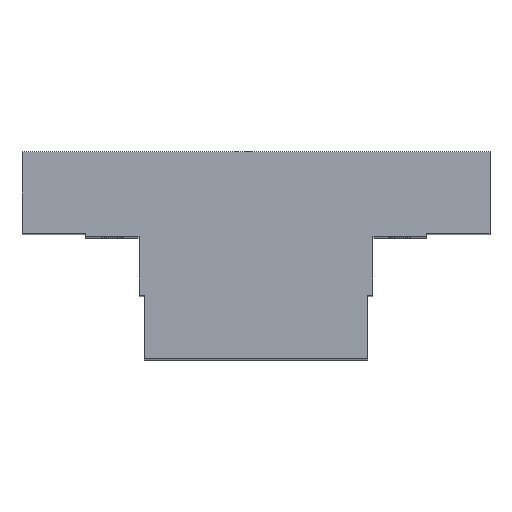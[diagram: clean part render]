
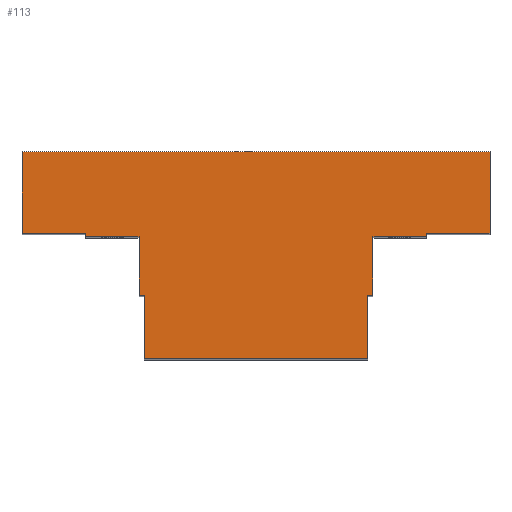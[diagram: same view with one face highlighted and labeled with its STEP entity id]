
A CAD part, top view. The second image highlights one B-rep face of the part: STEP entity #113.
In plain terms, the highlighted planar face has unit normal (0, 0, 1).
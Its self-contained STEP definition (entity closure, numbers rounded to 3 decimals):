
#38 = CARTESIAN_POINT ( 'NONE',  ( -560.364, 215.212, 80. ) ) ;
#97 = ORIENTED_EDGE ( 'NONE', *, *, #1773, .F. ) ;
#104 = LINE ( 'NONE', #895, #652 ) ;
#105 = LINE ( 'NONE', #896, #2229 ) ;
#113 = ADVANCED_FACE ( 'NONE', ( #904 ), #728, .F. ) ;
#151 = VERTEX_POINT ( 'NONE', #941 ) ;
#162 = CARTESIAN_POINT ( 'NONE',  ( -571.364, 214.912, 80. ) ) ;
#175 = DIRECTION ( 'NONE',  ( 0., -1., 0. ) ) ;
#180 = ORIENTED_EDGE ( 'NONE', *, *, #726, .T. ) ;
#184 = DIRECTION ( 'NONE',  ( -1., 0., 0. ) ) ;
#198 = VECTOR ( 'NONE', #2263, 1000. ) ;
#206 = ORIENTED_EDGE ( 'NONE', *, *, #1746, .T. ) ;
#211 = ORIENTED_EDGE ( 'NONE', *, *, #2316, .F. ) ;
#212 = CARTESIAN_POINT ( 'NONE',  ( -598.364, 215.212, 80. ) ) ;
#322 = ORIENTED_EDGE ( 'NONE', *, *, #2118, .F. ) ;
#348 = CARTESIAN_POINT ( 'NONE',  ( -571.864, 209.412, 80. ) ) ;
#389 = CARTESIAN_POINT ( 'NONE',  ( -571.364, 209.412, 80. ) ) ;
#432 = CARTESIAN_POINT ( 'NONE',  ( -560.364, 208.912, 80. ) ) ;
#481 = VERTEX_POINT ( 'NONE', #1446 ) ;
#485 = ORIENTED_EDGE ( 'NONE', *, *, #2143, .T. ) ;
#496 = CARTESIAN_POINT ( 'NONE',  ( -592.864, 203.412, 80. ) ) ;
#516 = CARTESIAN_POINT ( 'NONE',  ( -571.864, 203.412, 80. ) ) ;
#519 = EDGE_LOOP ( 'NONE', ( #1816, #211, #1570, #1177, #854, #322, #485, #1929, #1805, #667, #739, #97, #1469, #206, #716, #180 ) ) ;
#529 = LINE ( 'NONE', #1296, #675 ) ;
#560 = DIRECTION ( 'NONE',  ( -1., 0., 0. ) ) ;
#566 = LINE ( 'NONE', #1917, #2336 ) ;
#569 = VECTOR ( 'NONE', #1390, 1000. ) ;
#571 = EDGE_CURVE ( 'NONE', #1524, #481, #2245, .T. ) ;
#635 = VERTEX_POINT ( 'NONE', #1710 ) ;
#646 = CARTESIAN_POINT ( 'NONE',  ( -593.364, 214.912, 80. ) ) ;
#652 = VECTOR ( 'NONE', #1440, 1000. ) ;
#667 = ORIENTED_EDGE ( 'NONE', *, *, #1468, .F. ) ;
#675 = VECTOR ( 'NONE', #2083, 1000. ) ;
#690 = LINE ( 'NONE', #720, #1529 ) ;
#700 = CARTESIAN_POINT ( 'NONE',  ( -571.864, 203.412, 80. ) ) ;
#716 = ORIENTED_EDGE ( 'NONE', *, *, #571, .T. ) ;
#720 = CARTESIAN_POINT ( 'NONE',  ( -604.364, 222.912, 80. ) ) ;
#726 = EDGE_CURVE ( 'NONE', #481, #2236, #1975, .T. ) ;
#728 = PLANE ( 'NONE',  #1862 ) ;
#739 = ORIENTED_EDGE ( 'NONE', *, *, #2363, .T. ) ;
#748 = DIRECTION ( 'NONE',  ( 0., -1., 0. ) ) ;
#754 = CARTESIAN_POINT ( 'NONE',  ( -571.364, 209.412, 80. ) ) ;
#758 = CARTESIAN_POINT ( 'NONE',  ( 0., 0., 80. ) ) ;
#777 = DIRECTION ( 'NONE',  ( -1., 0., 0. ) ) ;
#854 = ORIENTED_EDGE ( 'NONE', *, *, #2113, .F. ) ;
#895 = CARTESIAN_POINT ( 'NONE',  ( -593.364, 209.412, 80. ) ) ;
#896 = CARTESIAN_POINT ( 'NONE',  ( -593.364, 209.412, 80. ) ) ;
#904 = FACE_OUTER_BOUND ( 'NONE', #519, .T. ) ;
#941 = CARTESIAN_POINT ( 'NONE',  ( -593.364, 209.412, 80. ) ) ;
#951 = EDGE_CURVE ( 'NONE', #1107, #1349, #1164, .T. ) ;
#969 = LINE ( 'NONE', #2111, #1923 ) ;
#982 = CARTESIAN_POINT ( 'NONE',  ( -598.364, 214.912, 80. ) ) ;
#989 = CARTESIAN_POINT ( 'NONE',  ( -592.864, 203.412, 80. ) ) ;
#1019 = EDGE_CURVE ( 'NONE', #2154, #635, #969, .T. ) ;
#1035 = VECTOR ( 'NONE', #1839, 1000. ) ;
#1046 = DIRECTION ( 'NONE',  ( -1., 0., 0. ) ) ;
#1067 = VERTEX_POINT ( 'NONE', #1430 ) ;
#1074 = CARTESIAN_POINT ( 'NONE',  ( -566.364, 215.212, 80. ) ) ;
#1085 = LINE ( 'NONE', #1442, #1855 ) ;
#1095 = DIRECTION ( 'NONE',  ( 1., 0., 0. ) ) ;
#1107 = VERTEX_POINT ( 'NONE', #2372 ) ;
#1121 = DIRECTION ( 'NONE',  ( 0., -1., 0. ) ) ;
#1164 = LINE ( 'NONE', #162, #1636 ) ;
#1177 = ORIENTED_EDGE ( 'NONE', *, *, #1663, .F. ) ;
#1197 = VERTEX_POINT ( 'NONE', #2356 ) ;
#1243 = LINE ( 'NONE', #2032, #2457 ) ;
#1258 = VECTOR ( 'NONE', #2119, 1000. ) ;
#1296 = CARTESIAN_POINT ( 'NONE',  ( -604.364, 214.912, 80. ) ) ;
#1307 = LINE ( 'NONE', #2094, #2502 ) ;
#1329 = LINE ( 'NONE', #389, #1258 ) ;
#1349 = VERTEX_POINT ( 'NONE', #754 ) ;
#1390 = DIRECTION ( 'NONE',  ( 0., 1., 0. ) ) ;
#1428 = LINE ( 'NONE', #432, #569 ) ;
#1430 = CARTESIAN_POINT ( 'NONE',  ( -566.364, 214.912, 80. ) ) ;
#1440 = DIRECTION ( 'NONE',  ( 0., 1., 0. ) ) ;
#1442 = CARTESIAN_POINT ( 'NONE',  ( -571.864, 214.912, 80. ) ) ;
#1446 = CARTESIAN_POINT ( 'NONE',  ( -592.864, 203.412, 80. ) ) ;
#1456 = DIRECTION ( 'NONE',  ( 0., -1., 0. ) ) ;
#1468 = EDGE_CURVE ( 'NONE', #1197, #2165, #566, .T. ) ;
#1469 = ORIENTED_EDGE ( 'NONE', *, *, #2253, .F. ) ;
#1513 = VECTOR ( 'NONE', #748, 1000. ) ;
#1524 = VERTEX_POINT ( 'NONE', #1727 ) ;
#1529 = VECTOR ( 'NONE', #1456, 1000. ) ;
#1570 = ORIENTED_EDGE ( 'NONE', *, *, #951, .F. ) ;
#1595 = CARTESIAN_POINT ( 'NONE',  ( -560.364, 222.912, 80. ) ) ;
#1624 = VERTEX_POINT ( 'NONE', #1074 ) ;
#1636 = VECTOR ( 'NONE', #175, 1000. ) ;
#1659 = EDGE_CURVE ( 'NONE', #635, #2165, #690, .T. ) ;
#1663 = EDGE_CURVE ( 'NONE', #1067, #1107, #1085, .T. ) ;
#1695 = DIRECTION ( 'NONE',  ( 0., 0., -1. ) ) ;
#1710 = CARTESIAN_POINT ( 'NONE',  ( -604.364, 222.912, 80. ) ) ;
#1727 = CARTESIAN_POINT ( 'NONE',  ( -592.864, 209.412, 80. ) ) ;
#1746 = EDGE_CURVE ( 'NONE', #151, #1524, #105, .T. ) ;
#1757 = LINE ( 'NONE', #212, #1513 ) ;
#1773 = EDGE_CURVE ( 'NONE', #2491, #1818, #529, .T. ) ;
#1805 = ORIENTED_EDGE ( 'NONE', *, *, #1659, .T. ) ;
#1816 = ORIENTED_EDGE ( 'NONE', *, *, #2087, .T. ) ;
#1818 = VERTEX_POINT ( 'NONE', #982 ) ;
#1839 = DIRECTION ( 'NONE',  ( 1., 0., 0. ) ) ;
#1855 = VECTOR ( 'NONE', #2297, 1000. ) ;
#1856 = DIRECTION ( 'NONE',  ( 0., -1., 0. ) ) ;
#1862 = AXIS2_PLACEMENT_3D ( 'NONE', #758, #1695, #560 ) ;
#1917 = CARTESIAN_POINT ( 'NONE',  ( -604.364, 215.212, 80. ) ) ;
#1923 = VECTOR ( 'NONE', #777, 1000. ) ;
#1929 = ORIENTED_EDGE ( 'NONE', *, *, #1019, .T. ) ;
#1948 = VERTEX_POINT ( 'NONE', #38 ) ;
#1975 = LINE ( 'NONE', #989, #1035 ) ;
#2032 = CARTESIAN_POINT ( 'NONE',  ( -560.364, 215.212, 80. ) ) ;
#2083 = DIRECTION ( 'NONE',  ( -1., 0., 0. ) ) ;
#2087 = EDGE_CURVE ( 'NONE', #2236, #2098, #2461, .T. ) ;
#2094 = CARTESIAN_POINT ( 'NONE',  ( -566.364, 215.212, 80. ) ) ;
#2098 = VERTEX_POINT ( 'NONE', #348 ) ;
#2111 = CARTESIAN_POINT ( 'NONE',  ( -560.364, 222.912, 80. ) ) ;
#2113 = EDGE_CURVE ( 'NONE', #1624, #1067, #1307, .T. ) ;
#2118 = EDGE_CURVE ( 'NONE', #1948, #1624, #1243, .T. ) ;
#2119 = DIRECTION ( 'NONE',  ( -1., 0., 0. ) ) ;
#2143 = EDGE_CURVE ( 'NONE', #1948, #2154, #1428, .T. ) ;
#2154 = VERTEX_POINT ( 'NONE', #1595 ) ;
#2165 = VERTEX_POINT ( 'NONE', #2397 ) ;
#2229 = VECTOR ( 'NONE', #1095, 1000. ) ;
#2236 = VERTEX_POINT ( 'NONE', #516 ) ;
#2245 = LINE ( 'NONE', #496, #2537 ) ;
#2253 = EDGE_CURVE ( 'NONE', #151, #2491, #104, .T. ) ;
#2263 = DIRECTION ( 'NONE',  ( 0., 1., 0. ) ) ;
#2297 = DIRECTION ( 'NONE',  ( -1., 0., 0. ) ) ;
#2316 = EDGE_CURVE ( 'NONE', #1349, #2098, #1329, .T. ) ;
#2336 = VECTOR ( 'NONE', #184, 1000. ) ;
#2356 = CARTESIAN_POINT ( 'NONE',  ( -598.364, 215.212, 80. ) ) ;
#2363 = EDGE_CURVE ( 'NONE', #1197, #1818, #1757, .T. ) ;
#2372 = CARTESIAN_POINT ( 'NONE',  ( -571.364, 214.912, 80. ) ) ;
#2397 = CARTESIAN_POINT ( 'NONE',  ( -604.364, 215.212, 80. ) ) ;
#2457 = VECTOR ( 'NONE', #1046, 1000. ) ;
#2461 = LINE ( 'NONE', #700, #198 ) ;
#2491 = VERTEX_POINT ( 'NONE', #646 ) ;
#2502 = VECTOR ( 'NONE', #1121, 1000. ) ;
#2537 = VECTOR ( 'NONE', #1856, 1000. ) ;
